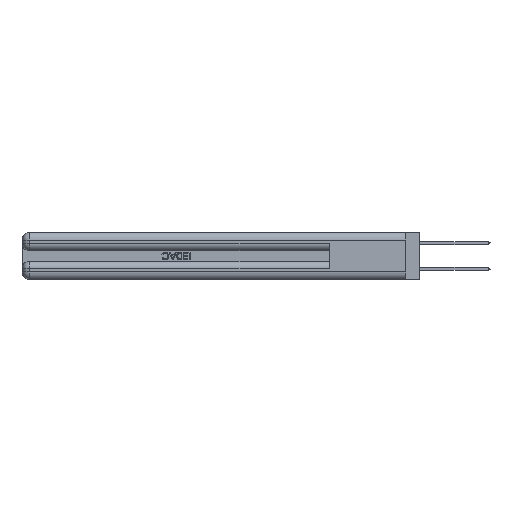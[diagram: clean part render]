
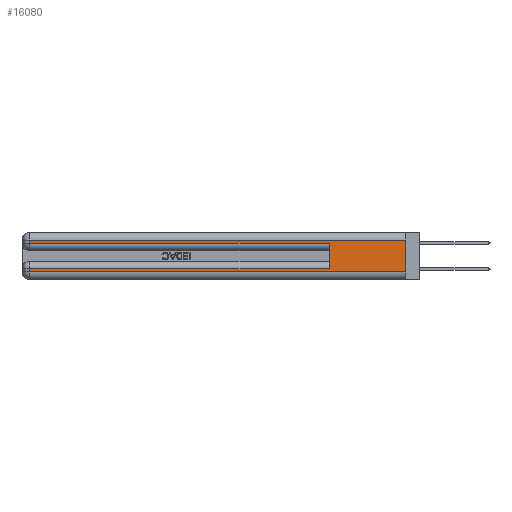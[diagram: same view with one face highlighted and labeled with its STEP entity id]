
A CAD part, left-side view. The second image highlights one B-rep face of the part: STEP entity #16080.
In plain terms, the highlighted planar face has unit normal (-1, 0, 0).
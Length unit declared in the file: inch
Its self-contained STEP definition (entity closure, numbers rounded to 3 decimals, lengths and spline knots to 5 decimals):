
#217 = VECTOR ( 'NONE', #31144, 39.37008 ) ;
#264 = ORIENTED_EDGE ( 'NONE', *, *, #7965, .T. ) ;
#585 = LINE ( 'NONE', #610, #18748 ) ;
#610 = CARTESIAN_POINT ( 'NONE',  ( 0., 2.94, 0.37 ) ) ;
#1501 = VERTEX_POINT ( 'NONE', #20593 ) ;
#1844 = VERTEX_POINT ( 'NONE', #43410 ) ;
#2871 = DIRECTION ( 'NONE',  ( 0., 1., 0. ) ) ;
#2995 = ORIENTED_EDGE ( 'NONE', *, *, #19443, .F. ) ;
#3471 = CARTESIAN_POINT ( 'NONE',  ( 0., 0., 0.285 ) ) ;
#4618 = CARTESIAN_POINT ( 'NONE',  ( 0., 2.94, 0.285 ) ) ;
#5422 = CARTESIAN_POINT ( 'NONE',  ( 0., 0.6, 0.085 ) ) ;
#6570 = CARTESIAN_POINT ( 'NONE',  ( 0., 0., 0.06 ) ) ;
#6984 = EDGE_CURVE ( 'NONE', #1844, #32289, #18573, .T. ) ;
#7160 = ORIENTED_EDGE ( 'NONE', *, *, #29070, .F. ) ;
#7618 = DIRECTION ( 'NONE',  ( 0., 0., -1. ) ) ;
#7965 = EDGE_CURVE ( 'NONE', #27650, #27914, #16024, .T. ) ;
#8505 = VECTOR ( 'NONE', #43199, 39.37008 ) ;
#10130 = AXIS2_PLACEMENT_3D ( 'NONE', #22807, #19279, #44493 ) ;
#12344 = LINE ( 'NONE', #3471, #22006 ) ;
#14000 = ORIENTED_EDGE ( 'NONE', *, *, #45833, .T. ) ;
#15315 = CARTESIAN_POINT ( 'NONE',  ( 0., 2.94, 0.06 ) ) ;
#15789 = ORIENTED_EDGE ( 'NONE', *, *, #41771, .T. ) ;
#16024 = LINE ( 'NONE', #46099, #25677 ) ;
#16080 = ADVANCED_FACE ( 'NONE', ( #39068 ), #29905, .F. ) ;
#16718 = CARTESIAN_POINT ( 'NONE',  ( 0., 0.6, 0.145 ) ) ;
#17389 = LINE ( 'NONE', #34135, #45004 ) ;
#17390 = LINE ( 'NONE', #18570, #25909 ) ;
#17631 = ORIENTED_EDGE ( 'NONE', *, *, #18056, .T. ) ;
#18056 = EDGE_CURVE ( 'NONE', #32289, #34214, #17390, .T. ) ;
#18407 = CARTESIAN_POINT ( 'NONE',  ( 0., 2.94, 0.085 ) ) ;
#18570 = CARTESIAN_POINT ( 'NONE',  ( 0., 2.94, 0.37 ) ) ;
#18573 = LINE ( 'NONE', #24914, #46167 ) ;
#18748 = VECTOR ( 'NONE', #29630, 39.37008 ) ;
#19230 = VERTEX_POINT ( 'NONE', #15315 ) ;
#19279 = DIRECTION ( 'NONE',  ( 1., 0., 0. ) ) ;
#19302 = LINE ( 'NONE', #21473, #8505 ) ;
#19443 = EDGE_CURVE ( 'NONE', #27650, #1501, #36524, .T. ) ;
#20593 = CARTESIAN_POINT ( 'NONE',  ( 0., 0.6, 0.285 ) ) ;
#21425 = DIRECTION ( 'NONE',  ( 0., 1., 0. ) ) ;
#21473 = CARTESIAN_POINT ( 'NONE',  ( 0., 0., 0.06 ) ) ;
#21558 = DIRECTION ( 'NONE',  ( 0., -1., 0. ) ) ;
#22006 = VECTOR ( 'NONE', #21558, 39.37008 ) ;
#22807 = CARTESIAN_POINT ( 'NONE',  ( 0., 0., 0.37 ) ) ;
#24914 = CARTESIAN_POINT ( 'NONE',  ( 0., 0., 0.31 ) ) ;
#25677 = VECTOR ( 'NONE', #2871, 39.37008 ) ;
#25909 = VECTOR ( 'NONE', #7618, 39.37008 ) ;
#27650 = VERTEX_POINT ( 'NONE', #5422 ) ;
#27914 = VERTEX_POINT ( 'NONE', #18407 ) ;
#28461 = EDGE_CURVE ( 'NONE', #34214, #1501, #12344, .T. ) ;
#29070 = EDGE_CURVE ( 'NONE', #1844, #29184, #17389, .T. ) ;
#29184 = VERTEX_POINT ( 'NONE', #6570 ) ;
#29630 = DIRECTION ( 'NONE',  ( 0., 0., -1. ) ) ;
#29769 = EDGE_LOOP ( 'NONE', ( #7160, #41323, #17631, #45036, #2995, #264, #14000, #15789 ) ) ;
#29905 = PLANE ( 'NONE',  #10130 ) ;
#31144 = DIRECTION ( 'NONE',  ( 0., 0., 1. ) ) ;
#32289 = VERTEX_POINT ( 'NONE', #40997 ) ;
#34135 = CARTESIAN_POINT ( 'NONE',  ( 0., 0., 0.37 ) ) ;
#34214 = VERTEX_POINT ( 'NONE', #4618 ) ;
#36524 = LINE ( 'NONE', #16718, #217 ) ;
#37766 = DIRECTION ( 'NONE',  ( 0., 0., -1. ) ) ;
#39068 = FACE_OUTER_BOUND ( 'NONE', #29769, .T. ) ;
#40997 = CARTESIAN_POINT ( 'NONE',  ( 0., 2.94, 0.31 ) ) ;
#41323 = ORIENTED_EDGE ( 'NONE', *, *, #6984, .T. ) ;
#41771 = EDGE_CURVE ( 'NONE', #19230, #29184, #19302, .T. ) ;
#43199 = DIRECTION ( 'NONE',  ( 0., -1., 0. ) ) ;
#43410 = CARTESIAN_POINT ( 'NONE',  ( 0., 0., 0.31 ) ) ;
#44493 = DIRECTION ( 'NONE',  ( 0., 0., -1. ) ) ;
#45004 = VECTOR ( 'NONE', #37766, 39.37008 ) ;
#45036 = ORIENTED_EDGE ( 'NONE', *, *, #28461, .T. ) ;
#45833 = EDGE_CURVE ( 'NONE', #27914, #19230, #585, .T. ) ;
#46099 = CARTESIAN_POINT ( 'NONE',  ( 0., 0., 0.085 ) ) ;
#46167 = VECTOR ( 'NONE', #21425, 39.37008 ) ;
